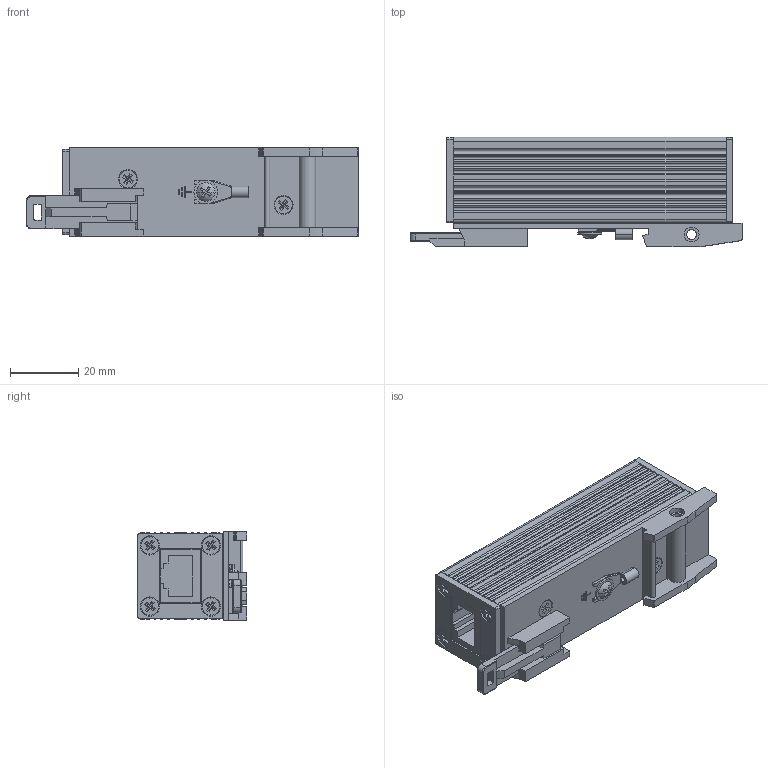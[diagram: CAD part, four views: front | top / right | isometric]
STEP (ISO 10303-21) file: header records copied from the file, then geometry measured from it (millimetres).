
FILE_DESCRIPTION (( 'STEP AP214' ), '1' );
FILE_NAME ('ELPD-CAT6.STEP', '2019-03-18T15:42:09', ( '' ), ( '' ), 'SwSTEP 2.0', 'SolidWorks 2017', '' );
FILE_SCHEMA (( 'AUTOMOTIVE_DESIGN' ));
Length unit declared in the file: inch
Products named in the file (9): ELPD-CAT6_GrounLug; ELPD-CAT6_CaseBottom; ELPD-CAT6; ELPD-CAT6_GroundScrew; ELPD-CAT6_CaseTop; ELPD-CAT6_ClipPlate; ELPD-CAT6_RJ45; ELPD-CAT6_EndPlate; ELPD-CAT6_End_MS
Assembly tree (19 placements, depth 2):
  ELPD-CAT6
    ELPD-CAT6_CaseBottom
    ELPD-CAT6_CaseTop
    ELPD-CAT6_EndPlate  x2
    ELPD-CAT6_End_MS  x10
    ELPD-CAT6_RJ45  x2
    ELPD-CAT6_GroundScrew
    ELPD-CAT6_GrounLug
    ELPD-CAT6_ClipPlate
Bounding box: 97.62 x 32.28 x 25.91 mm (x, y, z)
Volume: 30645.7 mm3; surface area: 33877.3 mm2
Topology: 19 solids, 19 shells, 1280 faces, 3058 edges, 1833 vertices
Faces by surface type: cone 534, plane 489, cylinder 200, torus 28, bspline 17, sphere 12
Entity records: 21297 total; most frequent: CARTESIAN_POINT 4531, DIRECTION 3332, ORIENTED_EDGE 3266, EDGE_CURVE 1633, VECTOR 1112, LINE 1112, AXIS2_PLACEMENT_3D 1110, VERTEX_POINT 1045
